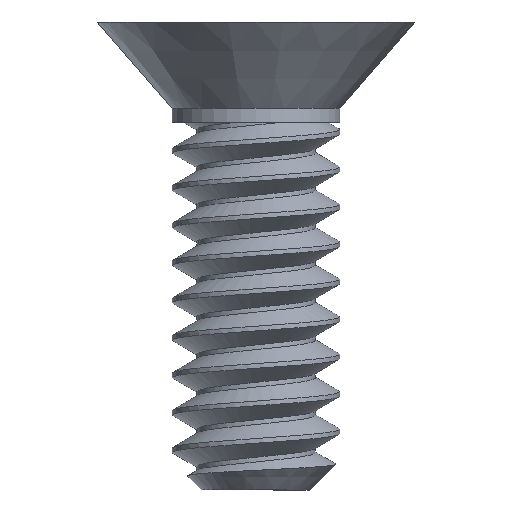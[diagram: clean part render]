
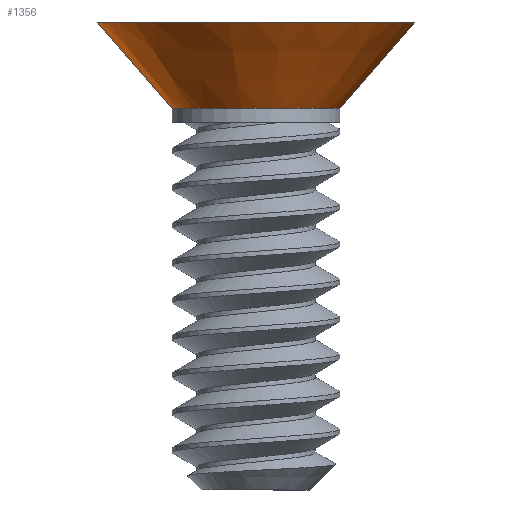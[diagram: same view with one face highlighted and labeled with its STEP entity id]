
A CAD part, left-side view. The second image highlights one B-rep face of the part: STEP entity #1356.
In plain terms, the highlighted conical face has half-angle 41 degrees and reference radius 1.422 mm.
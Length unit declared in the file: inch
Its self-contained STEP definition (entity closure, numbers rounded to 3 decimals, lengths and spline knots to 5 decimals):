
#55 = DIRECTION ( 'NONE',  ( 0., 0.656, 0.755 ) ) ;
#97 = EDGE_CURVE ( 'NONE', #1186, #807, #239, .T. ) ;
#126 = DIRECTION ( 'NONE',  ( 0., -1., 0. ) ) ;
#152 = EDGE_CURVE ( 'NONE', #2915, #1186, #325, .T. ) ;
#239 = LINE ( 'NONE', #2529, #480 ) ;
#325 = CIRCLE ( 'NONE', #1799, 0.056 ) ;
#438 = CARTESIAN_POINT ( 'NONE',  ( 0., -0.106, 0.067 ) ) ;
#480 = VECTOR ( 'NONE', #55, 39.37008 ) ;
#527 = CARTESIAN_POINT ( 'NONE',  ( 0., 0.106, 0.067 ) ) ;
#575 = CARTESIAN_POINT ( 'NONE',  ( 0., 0., 0.00948 ) ) ;
#599 = DIRECTION ( 'NONE',  ( 0., -1., 0. ) ) ;
#628 = EDGE_LOOP ( 'NONE', ( #671, #1761, #1348, #755 ) ) ;
#671 = ORIENTED_EDGE ( 'NONE', *, *, #97, .F. ) ;
#755 = ORIENTED_EDGE ( 'NONE', *, *, #2155, .F. ) ;
#798 = CARTESIAN_POINT ( 'NONE',  ( 0., 0.056, 0.00948 ) ) ;
#807 = VERTEX_POINT ( 'NONE', #527 ) ;
#1022 = DIRECTION ( 'NONE',  ( 0., 0., -1. ) ) ;
#1063 = CARTESIAN_POINT ( 'NONE',  ( 0., 0., 0.00948 ) ) ;
#1106 = AXIS2_PLACEMENT_3D ( 'NONE', #1373, #1896, #126 ) ;
#1161 = FACE_OUTER_BOUND ( 'NONE', #628, .T. ) ;
#1186 = VERTEX_POINT ( 'NONE', #798 ) ;
#1279 = LINE ( 'NONE', #2512, #2173 ) ;
#1348 = ORIENTED_EDGE ( 'NONE', *, *, #2441, .T. ) ;
#1356 = ADVANCED_FACE ( 'NONE', ( #1161 ), #2052, .T. ) ;
#1373 = CARTESIAN_POINT ( 'NONE',  ( 0., 0., 0.067 ) ) ;
#1689 = CARTESIAN_POINT ( 'NONE',  ( 0., -0.056, 0.00948 ) ) ;
#1761 = ORIENTED_EDGE ( 'NONE', *, *, #152, .F. ) ;
#1785 = DIRECTION ( 'NONE',  ( 0., 1., 0. ) ) ;
#1799 = AXIS2_PLACEMENT_3D ( 'NONE', #1063, #1022, #1785 ) ;
#1896 = DIRECTION ( 'NONE',  ( 0., 0., 1. ) ) ;
#2052 = CONICAL_SURFACE ( 'NONE', #2072, 0.056, 0.716 ) ;
#2072 = AXIS2_PLACEMENT_3D ( 'NONE', #575, #2327, #599 ) ;
#2155 = EDGE_CURVE ( 'NONE', #807, #2232, #2367, .T. ) ;
#2173 = VECTOR ( 'NONE', #2734, 39.37008 ) ;
#2232 = VERTEX_POINT ( 'NONE', #438 ) ;
#2327 = DIRECTION ( 'NONE',  ( 0., 0., 1. ) ) ;
#2367 = CIRCLE ( 'NONE', #1106, 0.106 ) ;
#2441 = EDGE_CURVE ( 'NONE', #2915, #2232, #1279, .T. ) ;
#2512 = CARTESIAN_POINT ( 'NONE',  ( 0., -0.056, 0.00948 ) ) ;
#2529 = CARTESIAN_POINT ( 'NONE',  ( 0., 0.056, 0.00948 ) ) ;
#2734 = DIRECTION ( 'NONE',  ( 0., -0.656, 0.755 ) ) ;
#2915 = VERTEX_POINT ( 'NONE', #1689 ) ;
